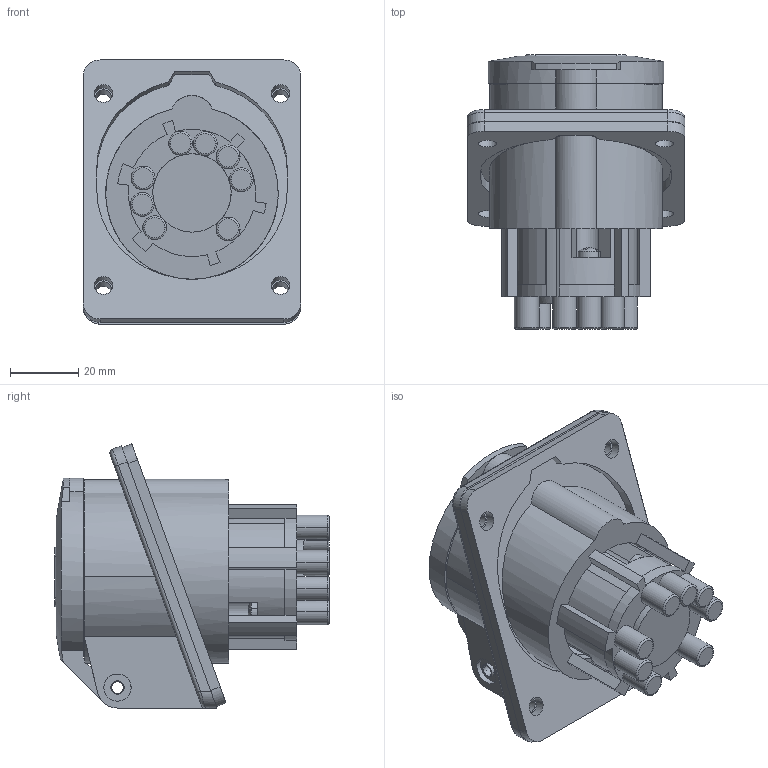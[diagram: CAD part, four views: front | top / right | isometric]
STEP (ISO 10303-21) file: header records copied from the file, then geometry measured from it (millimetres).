
FILE_DESCRIPTION(('Creo Elements/Direct Modeling STEP Export'),'2;1');
FILE_NAME('0ln7uvk4ap7rhfr1500','2017-05-18T15:46:11',(''),(''),'PTC Creo Elements/Direct Modeling STEP processor for AP214 (Solid Model)','PTC Creo Elements/Direct Modeling 19.0E 27-Jun-2016 (C) Parametric Technology GmbH','');
FILE_SCHEMA(('AUTOMOTIVE_DESIGN { 1 0 10303 214 1 1 1 1 }'));
Length unit declared in the file: millimetre
Products named in the file (2): PE_1673_PI
Assembly tree (1 placements, depth 2):
  PE_1673_PI
    PE_1673_PI
Bounding box: 64 x 80.6 x 77.61 mm (x, y, z)
Volume: 128284.5 mm3; surface area: 46890.8 mm2
Topology: 1 solids, 1 shells, 272 faces, 743 edges, 478 vertices
Faces by surface type: plane 120, cylinder 114, torus 34, bspline 2, cone 2
Entity records: 11381 total; most frequent: CARTESIAN_POINT 2755, ORIENTED_EDGE 1486, DIRECTION 1256, EDGE_CURVE 743, VERTEX_POINT 478, AXIS2_PLACEMENT_3D 453, VECTOR 350, LINE 350
